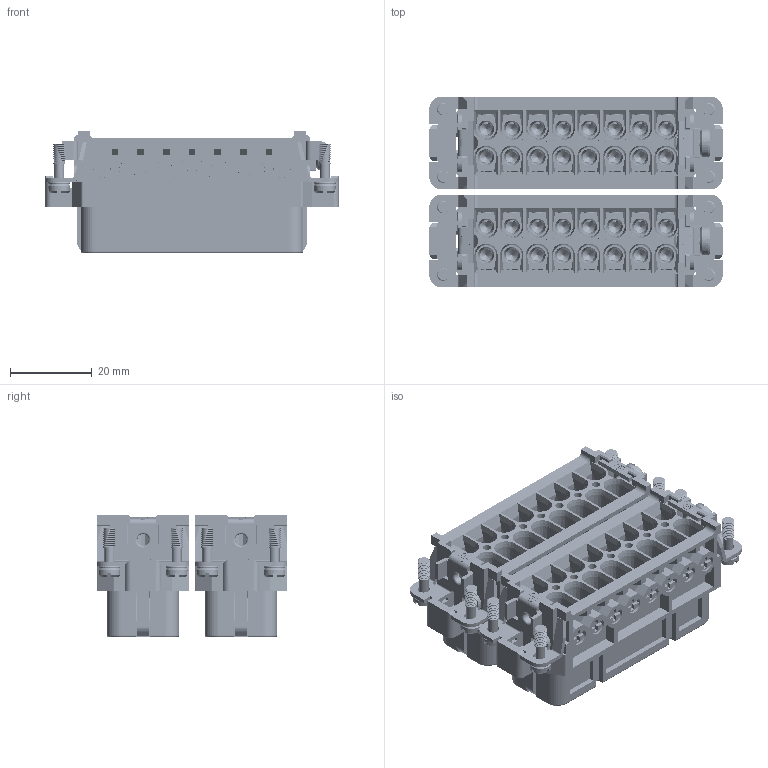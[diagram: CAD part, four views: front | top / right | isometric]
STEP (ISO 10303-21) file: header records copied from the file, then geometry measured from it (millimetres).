
FILE_DESCRIPTION(/* description */ (''),/* implementation_level */ '2;1');
FILE_NAME(/* name */ 'HA-032-F.stp',/* time_stamp */ '2023-05-16T15:01:12+08:00',/* author */ (''),/* organization */ (''),/* preprocessor_version */ 'ST-DEVELOPER v16',/* originating_system */ 'SIEMENS PLM Software NX 10.0',/* authorisation */ '');
FILE_SCHEMA (('AUTOMOTIVE_DESIGN { 1 0 10303 214 3 1 1 1 }'));
Products named in the file (1): Admi1CD47FF0fmn9
Bounding box: 71.9 x 46.7 x 30.1 mm (x, y, z)
Surface area: 61741.3 mm2 (no closed solid volume)
Topology: 0 solids, 2 shells, 7402 faces, 21992 edges, 14376 vertices
Faces by surface type: plane 4142, cylinder 1378, cone 1106, bspline 502, torus 274
Full cylindrical faces by diameter (mm): 2 x14, 2.4 x8, 2.6 x4, 2.8 x2, 3 x212, 5.3 x8, 7 x2
Entity records: 355497 total; most frequent: CARTESIAN_POINT 171447, ORIENTED_EDGE 41956, DIRECTION 34298, EDGE_CURVE 20978, VERTEX_POINT 13860, AXIS2_PLACEMENT_3D 11899, LINE 10500, VECTOR 10500
